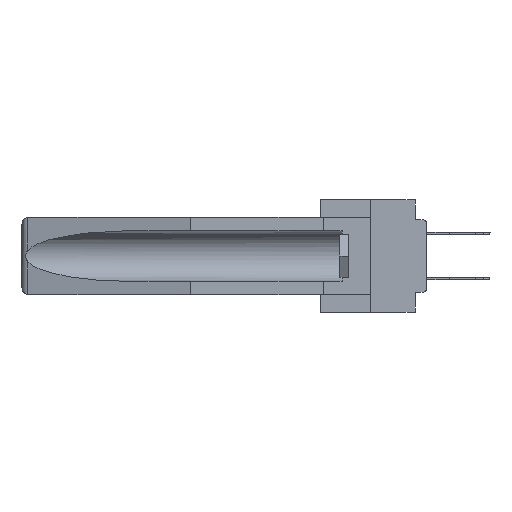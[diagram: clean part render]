
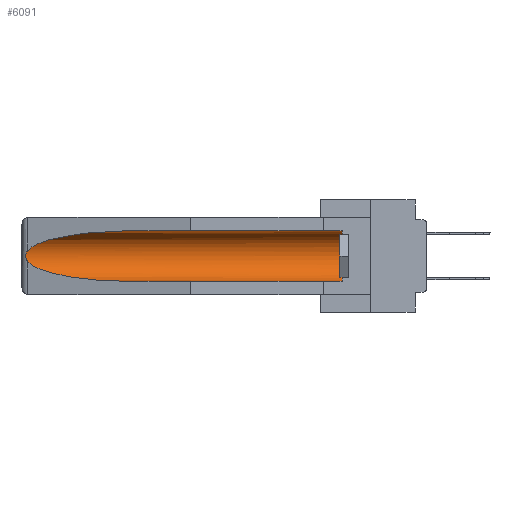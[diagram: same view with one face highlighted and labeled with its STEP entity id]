
A CAD part, left-side view. The second image highlights one B-rep face of the part: STEP entity #6091.
In plain terms, the highlighted cylindrical face has radius 2.857 mm (diameter 5.715 mm), a partial arc.
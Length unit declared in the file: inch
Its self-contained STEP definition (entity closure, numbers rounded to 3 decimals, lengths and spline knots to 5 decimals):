
#1479 = CARTESIAN_POINT ( 'NONE',  ( 0.2675, 1.53308, -0.16763 ) ) ;
#1664 = CARTESIAN_POINT ( 'NONE',  ( 0.155, 0.126, -0.284 ) ) ;
#1758 = EDGE_CURVE ( 'NONE', #16344, #7463, #26551, .T. ) ;
#2379 = VECTOR ( 'NONE', #12427, 39.37008 ) ;
#3636 = CARTESIAN_POINT ( 'NONE',  ( 0.26597, 1.5296, -0.19026 ) ) ;
#3709 = EDGE_CURVE ( 'NONE', #10465, #8486, #12484, .T. ) ;
#5286 = VERTEX_POINT ( 'NONE', #1664 ) ;
#5443 = CYLINDRICAL_SURFACE ( 'NONE', #30451, 0.1125 ) ;
#6091 = ADVANCED_FACE ( 'NONE', ( #24937 ), #5443, .F. ) ;
#6943 = LINE ( 'NONE', #30028, #25593 ) ;
#7463 = VERTEX_POINT ( 'NONE', #24898 ) ;
#7672 = EDGE_CURVE ( 'NONE', #5286, #13338, #6943, .T. ) ;
#7705 = EDGE_CURVE ( 'NONE', #5286, #16344, #24590, .T. ) ;
#8177 = CARTESIAN_POINT ( 'NONE',  ( 0.21114, 1.30732, -0.059 ) ) ;
#8486 = VERTEX_POINT ( 'NONE', #13678 ) ;
#9088 = CARTESIAN_POINT ( 'NONE',  ( 0.21114, 1.30732, -0.284 ) ) ;
#10465 = VERTEX_POINT ( 'NONE', #29270 ) ;
#10539 = DIRECTION ( 'NONE',  ( 0., 1., 0. ) ) ;
#10609 = CARTESIAN_POINT ( 'NONE',  ( 0.2673, 1.53269, -0.17917 ) ) ;
#10758 = CARTESIAN_POINT ( 'NONE',  ( 0.26654, 1.53092, -0.15636 ) ) ;
#10905 = CARTESIAN_POINT ( 'NONE',  ( 0.26655, 1.53094, -0.18657 ) ) ;
#11255 = CARTESIAN_POINT ( 'NONE',  ( 0.26537, 1.52718, -0.19328 ) ) ;
#12099 = ORIENTED_EDGE ( 'NONE', *, *, #1758, .T. ) ;
#12427 = DIRECTION ( 'NONE',  ( 0., 1., 0. ) ) ;
#12484 = B_SPLINE_CURVE_WITH_KNOTS ( 'NONE', 3,
 ( #15101, #13231, #10758, #22690, #1479, #24713, #10609, #10905, #3636, #12773 ),
 .UNSPECIFIED., .F., .F.,
 ( 4, 2, 2, 2, 4 ),
 ( 0., 0.00029, 0.00058, 0.00087, 0.00117 ),
 .UNSPECIFIED. ) ;
#12499 = EDGE_LOOP ( 'NONE', ( #12874, #26435, #13558, #20958, #14039, #12099 ) ) ;
#12773 = CARTESIAN_POINT ( 'NONE',  ( 0.26537, 1.52718, -0.19328 ) ) ;
#12874 = ORIENTED_EDGE ( 'NONE', *, *, #29373, .T. ) ;
#13229 = CARTESIAN_POINT ( 'NONE',  ( 0.155, 0.126, -0.059 ) ) ;
#13231 = CARTESIAN_POINT ( 'NONE',  ( 0.26597, 1.52961, -0.15275 ) ) ;
#13338 = VERTEX_POINT ( 'NONE', #27022 ) ;
#13558 = ORIENTED_EDGE ( 'NONE', *, *, #27754, .T. ) ;
#13678 = CARTESIAN_POINT ( 'NONE',  ( 0.26537, 1.52718, -0.19328 ) ) ;
#14039 = ORIENTED_EDGE ( 'NONE', *, *, #7705, .T. ) ;
#15101 = CARTESIAN_POINT ( 'NONE',  ( 0.26537, 1.52718, -0.14972 ) ) ;
#15752 = CARTESIAN_POINT ( 'NONE',  ( 0.155, 1.07973, -0.284 ) ) ;
#16344 = VERTEX_POINT ( 'NONE', #13229 ) ;
#16637 = CARTESIAN_POINT ( 'NONE',  ( 0.155, -0.30754, -0.059 ) ) ;
#17016 = CARTESIAN_POINT ( 'NONE',  ( 0.25451, 1.48313, -0.09465 ) ) ;
#18241 = DIRECTION ( 'NONE',  ( 0., 1., 0. ) ) ;
#20857 = CARTESIAN_POINT ( 'NONE',  ( 0.25451, 1.48313, -0.24835 ) ) ;
#20869 = DIRECTION ( 'NONE',  ( 0., 0., 1. ) ) ;
#20958 = ORIENTED_EDGE ( 'NONE', *, *, #7672, .F. ) ;
#22317 = CARTESIAN_POINT ( 'NONE',  ( 0.155, -0.30754, -0.1715 ) ) ;
#22592 = AXIS2_PLACEMENT_3D ( 'NONE', #27543, #25215, #20869 ) ;
#22690 = CARTESIAN_POINT ( 'NONE',  ( 0.2673, 1.5327, -0.16383 ) ) ;
#24335 = DIRECTION ( 'NONE',  ( 0., 0., 1. ) ) ;
#24590 = CIRCLE ( 'NONE', #22592, 0.1125 ) ;
#24713 = CARTESIAN_POINT ( 'NONE',  ( 0.2675, 1.53308, -0.17534 ) ) ;
#24898 = CARTESIAN_POINT ( 'NONE',  ( 0.155, 1.07973, -0.059 ) ) ;
#24937 = FACE_OUTER_BOUND ( 'NONE', #12499, .T. ) ;
#25008 =( BOUNDED_CURVE ( )  B_SPLINE_CURVE ( 3, ( #11255, #20857, #9088, #15752 ),
 .UNSPECIFIED., .F., .F. ) 
 B_SPLINE_CURVE_WITH_KNOTS ( ( 4, 4 ),
 ( 0.1948, 1.5708 ),
 .UNSPECIFIED. ) 
 CURVE ( )  GEOMETRIC_REPRESENTATION_ITEM ( )  RATIONAL_B_SPLINE_CURVE ( ( 1., 0.848, 0.848, 1. ) ) 
 REPRESENTATION_ITEM ( '' )  );
#25215 = DIRECTION ( 'NONE',  ( 0., -1., 0. ) ) ;
#25593 = VECTOR ( 'NONE', #18241, 39.37008 ) ;
#26435 = ORIENTED_EDGE ( 'NONE', *, *, #3709, .T. ) ;
#26489 = CARTESIAN_POINT ( 'NONE',  ( 0.26537, 1.52718, -0.14972 ) ) ;
#26551 = LINE ( 'NONE', #16637, #2379 ) ;
#27022 = CARTESIAN_POINT ( 'NONE',  ( 0.155, 1.07973, -0.284 ) ) ;
#27543 = CARTESIAN_POINT ( 'NONE',  ( 0.155, 0.126, -0.1715 ) ) ;
#27754 = EDGE_CURVE ( 'NONE', #8486, #13338, #25008, .T. ) ;
#29270 = CARTESIAN_POINT ( 'NONE',  ( 0.26537, 1.52718, -0.14972 ) ) ;
#29350 =( BOUNDED_CURVE ( )  B_SPLINE_CURVE ( 3, ( #29400, #8177, #17016, #26489 ),
 .UNSPECIFIED., .F., .T. ) 
 B_SPLINE_CURVE_WITH_KNOTS ( ( 4, 4 ),
 ( 4.71239, 6.08839 ),
 .UNSPECIFIED. ) 
 CURVE ( )  GEOMETRIC_REPRESENTATION_ITEM ( )  RATIONAL_B_SPLINE_CURVE ( ( 1., 0.848, 0.848, 1. ) ) 
 REPRESENTATION_ITEM ( '' )  );
#29373 = EDGE_CURVE ( 'NONE', #7463, #10465, #29350, .T. ) ;
#29400 = CARTESIAN_POINT ( 'NONE',  ( 0.155, 1.07973, -0.059 ) ) ;
#30028 = CARTESIAN_POINT ( 'NONE',  ( 0.155, -0.30754, -0.284 ) ) ;
#30451 = AXIS2_PLACEMENT_3D ( 'NONE', #22317, #10539, #24335 ) ;
